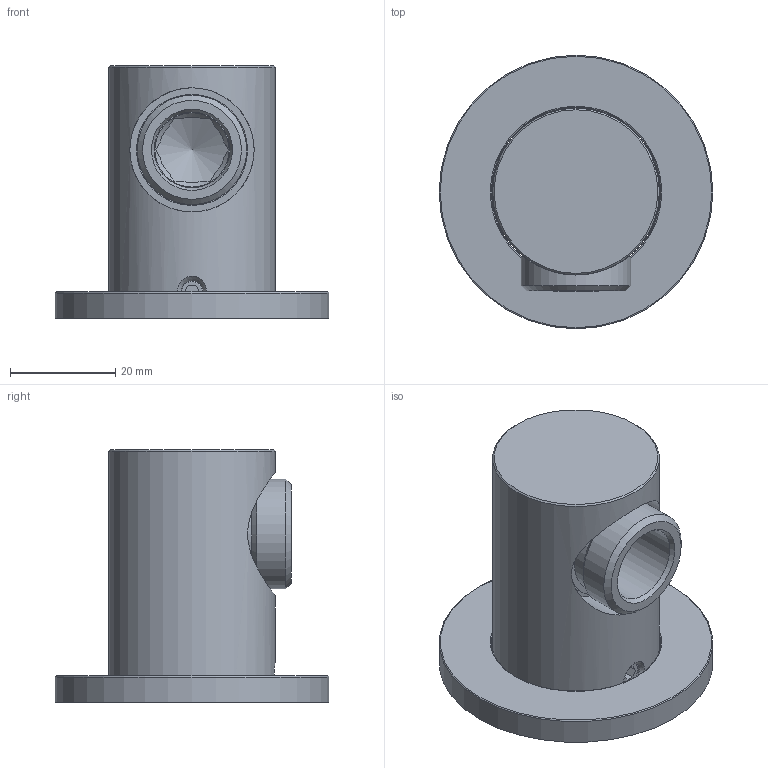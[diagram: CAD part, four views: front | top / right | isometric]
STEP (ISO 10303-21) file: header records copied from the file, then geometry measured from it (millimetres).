
FILE_DESCRIPTION(/* description */ ('Unknown'),/* implementation_level */ '2;1');
FILE_NAME(/* name */ 'AR517',/* time_stamp */ '2022-12-14T10:32:55+01:00',/* author */ ('Unknown'),/* organization */ ('Unknown'),/* preprocessor_version */ 'ST-DEVELOPER v16.7',/* originating_system */ 'DEX',/* authorisation */ $);
FILE_SCHEMA (('AUTOMOTIVE_DESIGN {1 0 10303 214 3 1 1}'));
Length unit declared in the file: millimetre
Products named in the file (7): AR517-00; AR517-06; AR517-07; AR517-08; AR517-04; AR517-01; AR517-02
Assembly tree (6 placements, depth 2):
  AR517-00
    AR517-06
    AR517-07
    AR517-08
    AR517-04
    AR517-01
    AR517-02
Bounding box: 52 x 52 x 48 mm (x, y, z)
Volume: 32126.6 mm3; surface area: 17385.6 mm2
Topology: 6 solids, 6 shells, 90 faces, 196 edges, 126 vertices
Faces by surface type: plane 39, cylinder 27, cone 17, torus 7
Full cylindrical faces by diameter (mm): 4.2 x1, 5 x1, 10 x1, 14.4 x1, 17.4 x1, 18.5 x1, 19 x2, 20 x1, 20.3 x1, 20.8 x3, 23.6 x1, 31.7 x1, 32.2 x2, 35.2 x1, 39 x1, 48 x1, 52 x1
Entity records: 2715 total; most frequent: CARTESIAN_POINT 452, DIRECTION 382, ORIENTED_EDGE 268, AXIS2_PLACEMENT_3D 167, FACE_BOUND 155, EDGE_LOOP 152, EDGE_CURVE 134, VERTEX_POINT 113
